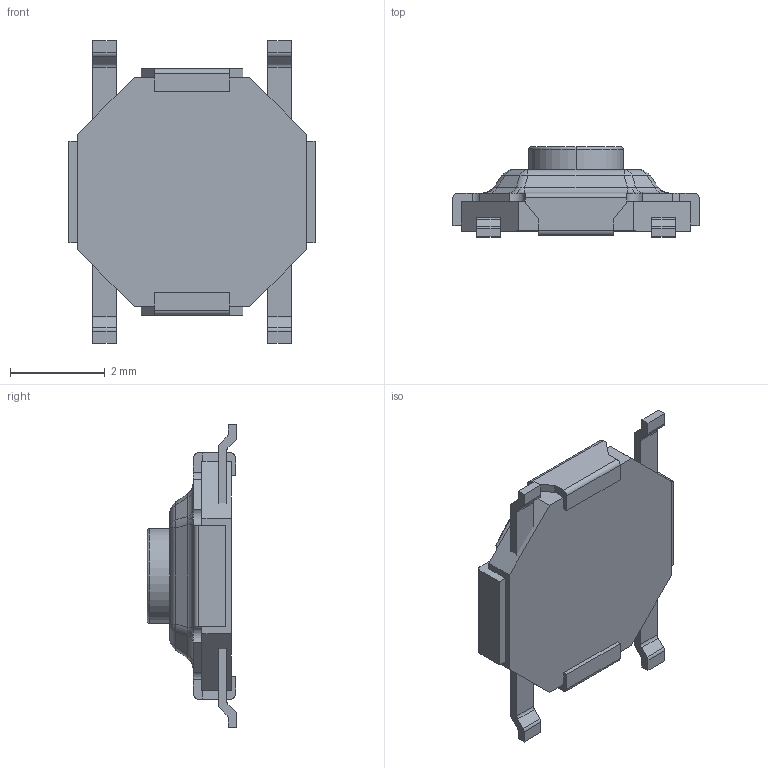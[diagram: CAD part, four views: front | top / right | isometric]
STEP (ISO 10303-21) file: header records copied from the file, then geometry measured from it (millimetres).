
FILE_DESCRIPTION (( 'STEP AP214' ), '1' );
FILE_NAME ('KLS7-TS6611-1.9.STEP', '2025-04-03T13:03:26', ( '' ), ( '' ), 'SwSTEP 2.0', 'SolidWorks 2019', '' );
FILE_SCHEMA (( 'AUTOMOTIVE_DESIGN' ));
Length unit declared in the file: millimetre
Products named in the file (1): KLS7-TS6611-1.9
Bounding box: 5.2 x 1.9 x 6.4 mm (x, y, z)
Volume: 24.8 mm3; surface area: 131.8 mm2
Topology: 7 solids, 7 shells, 183 faces, 470 edges, 294 vertices
Faces by surface type: plane 99, cylinder 58, bspline 16, sphere 8, torus 2
Entity records: 5739 total; most frequent: CARTESIAN_POINT 1212, ORIENTED_EDGE 924, DIRECTION 886, EDGE_CURVE 462, VECTOR 310, LINE 310, VERTEX_POINT 294, AXIS2_PLACEMENT_3D 288
